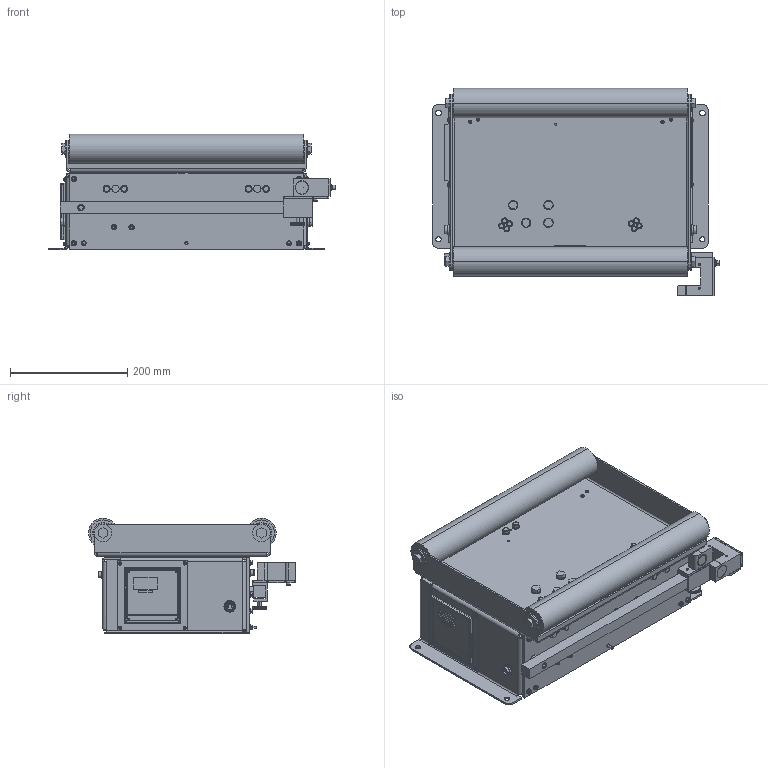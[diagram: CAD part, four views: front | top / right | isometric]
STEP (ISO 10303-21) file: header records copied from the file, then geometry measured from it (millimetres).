
FILE_DESCRIPTION((''),'2;1');
FILE_NAME('50348.stp','2010-06-24T15:12:49',(''),(''),'Mechanical Desktop 2007','Mechanical Desktop 2007',', , ');
FILE_SCHEMA(('CONFIG_CONTROL_DESIGN'));
Length unit declared in the file: millimetre
Products named in the file (167): K50348; K0601245; K0601244; TEIL1; SCHWEISSBOLZEN_M4X12AA; SCHWEISSBOLZEN_M4X12; K0203062A; K0203062; K49780|AVE_RENDER; K49780|AVE_GLOBAL; K49780|RM_SDB; K49781; TEIL1AA; SCHWEISSBOLZEN_M4X12A; K49781|AVE_RENDER; K49781|AVE_GLOBAL; K49781|RM_SDB; I-6KT_SCHRAUBE_M4X12; I-6KT_SCHRAUBE_M4X12AA; U-SCHEIBE_M4AA; U-SCHEIBE_M4A; K49782; TEIL1AAAAAAAAAA; K9901192; K0408241; GLEITLAGERBOCK_D15OHNE_KUGEL; RADIAL_GLEITLAGER_GE17UK; TEIL1A; TEIL2AAAA; Radial_Gleitlager_GE17UK|AVE_RENDER; Radial_Gleitlager_GE17UK|AVE_GLOBAL; Radial_Gleitlager_GE17UK|RM_SDB; ZYLSTIFT4X12AA; ZYLSTIFT4X12; I-6KT_SCHRAUBE_M6X12; I-6KT_SCHRAUBE_M6X12A; U-SCHEIBE_M6A; U-SCHEIBE_M6; ZYLSTIFT4X12A; NUTMUTTER_M17X1 ...
Assembly tree (343 placements, depth 5):
  K50348
    K0601245
      K0601244
        TEIL1
        SCHWEISSBOLZEN_M4X12AA
          SCHWEISSBOLZEN_M4X12
        K0203062A
          K0203062
        K49780|AVE_RENDER  x8
        K49780|AVE_GLOBAL
        K49780|RM_SDB  x3
      K49781
        TEIL1AA
        SCHWEISSBOLZEN_M4X12A  x2
          SCHWEISSBOLZEN_M4X12
        K49781|AVE_RENDER  x8
        K49781|AVE_GLOBAL
        K49781|RM_SDB  x3
      I-6KT_SCHRAUBE_M4X12  x6
        I-6KT_SCHRAUBE_M4X12AA
      U-SCHEIBE_M4AA  x6
        U-SCHEIBE_M4A
    K49782
      TEIL1AAAAAAAAAA
    K9901192
      K0408241
        GLEITLAGERBOCK_D15OHNE_KUGEL
      RADIAL_GLEITLAGER_GE17UK
        TEIL1A
        TEIL2AAAA
        Radial_Gleitlager_GE17UK|AVE_RENDER  x8
        Radial_Gleitlager_GE17UK|AVE_GLOBAL
        Radial_Gleitlager_GE17UK|RM_SDB  x3
      ZYLSTIFT4X12AA
        ZYLSTIFT4X12
    I-6KT_SCHRAUBE_M6X12  x10
      I-6KT_SCHRAUBE_M6X12A
    U-SCHEIBE_M6A  x12
      U-SCHEIBE_M6
    ZYLSTIFT4X12A
      ZYLSTIFT4X12
    NUTMUTTER_M17X1
      TEIL1AAAAAAAAAAAA
    6KT-SCHRAUBE_M6X16  x2
      6KT-SCHRAUBE_M6X16A
    6KT-SCHRAUBE_M8X35A  x3
      6KT-SCHRAUBE_M8X35
    6KT-SCHRAUBE_M8X30
      6KT-SCHRAUBE_M8X30A
    U-SCHEIBE_M8A  x4
      U-SCHEIBE_M8
    K49915  x2
      K49440
        TEIL1AAAAAAAAA
        TEIL2A  x2
      K48954A
        K48954
      RILLENKUGELLAGER_6202A
        RILLENKUGELLAGER_6202
      SICHERUNGSRING_A15
Bounding box: 489.1 x 353 x 197 mm (x, y, z)
Volume: 2578837.5 mm3; surface area: 1613394.3 mm2
Topology: 169 solids, 171 shells, 6004 faces, 15772 edges, 10368 vertices
Faces by surface type: plane 3677, cylinder 1851, cone 298, torus 106, bspline 62, sphere 10
Entity records: 115572 total; most frequent: CARTESIAN_POINT 23660, ORIENTED_EDGE 18878, DIRECTION 18513, EDGE_CURVE 9439, VECTOR 6203, LINE 6203, VERTEX_POINT 6174, AXIS2_PLACEMENT_3D 6155
